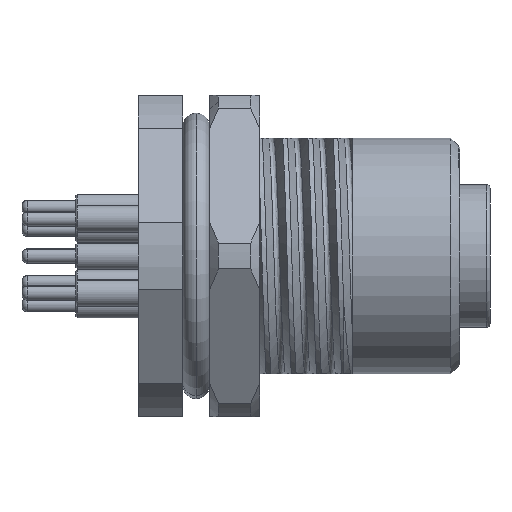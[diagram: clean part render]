
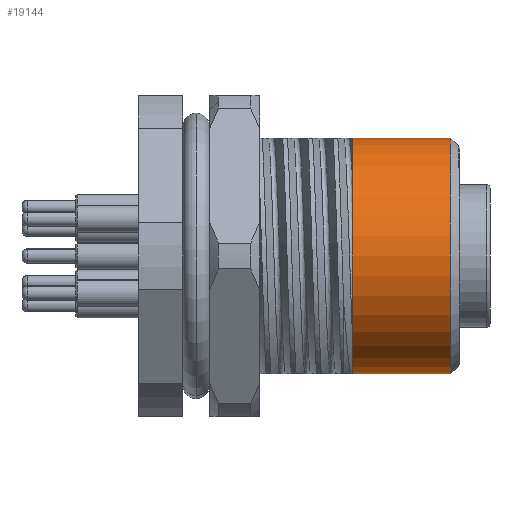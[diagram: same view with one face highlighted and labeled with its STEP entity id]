
A CAD part, front view. The second image highlights one B-rep face of the part: STEP entity #19144.
In plain terms, the highlighted cylindrical face has radius 6.6 mm (diameter 13.2 mm), a partial arc.
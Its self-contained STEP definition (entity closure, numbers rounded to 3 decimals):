
#1643 = CIRCLE ( 'NONE', #3907, 6.6 ) ;
#2685 = ORIENTED_EDGE ( 'NONE', *, *, #17438, .T. ) ;
#2893 = DIRECTION ( 'NONE',  ( -1., 0., 0. ) ) ;
#3201 = CARTESIAN_POINT ( 'NONE',  ( -40.569, 0., 6.6 ) ) ;
#3907 = AXIS2_PLACEMENT_3D ( 'NONE', #10213, #2893, #13311 ) ;
#4087 = VECTOR ( 'NONE', #13458, 1000. ) ;
#6546 = CARTESIAN_POINT ( 'NONE',  ( 5., 0., 6.6 ) ) ;
#6700 = ORIENTED_EDGE ( 'NONE', *, *, #18193, .F. ) ;
#7541 = CARTESIAN_POINT ( 'NONE',  ( -0.5, 0., 6.6 ) ) ;
#8202 = CARTESIAN_POINT ( 'NONE',  ( -40.569, 0., -6.6 ) ) ;
#8271 = DIRECTION ( 'NONE',  ( 0., 0., 1. ) ) ;
#8761 = CARTESIAN_POINT ( 'NONE',  ( -40.569, 0., 0. ) ) ;
#8930 = CIRCLE ( 'NONE', #13508, 6.6 ) ;
#9838 = EDGE_LOOP ( 'NONE', ( #18080, #2685, #19338, #6700 ) ) ;
#10213 = CARTESIAN_POINT ( 'NONE',  ( 5., 0., 0. ) ) ;
#10440 = VERTEX_POINT ( 'NONE', #6546 ) ;
#10563 = FACE_OUTER_BOUND ( 'NONE', #9838, .T. ) ;
#11142 = DIRECTION ( 'NONE',  ( 0., 0., 1. ) ) ;
#11966 = CARTESIAN_POINT ( 'NONE',  ( -0.5, 0., 0. ) ) ;
#13253 = VERTEX_POINT ( 'NONE', #22024 ) ;
#13311 = DIRECTION ( 'NONE',  ( 0., 0., 1. ) ) ;
#13340 = LINE ( 'NONE', #8202, #4087 ) ;
#13458 = DIRECTION ( 'NONE',  ( -1., 0., 0. ) ) ;
#13508 = AXIS2_PLACEMENT_3D ( 'NONE', #11966, #20921, #8271 ) ;
#16431 = CARTESIAN_POINT ( 'NONE',  ( -0.5, 0., -6.6 ) ) ;
#17438 = EDGE_CURVE ( 'NONE', #13253, #10440, #1643, .T. ) ;
#17835 = CYLINDRICAL_SURFACE ( 'NONE', #22312, 6.6 ) ;
#18080 = ORIENTED_EDGE ( 'NONE', *, *, #21039, .F. ) ;
#18193 = EDGE_CURVE ( 'NONE', #21602, #19330, #8930, .T. ) ;
#19144 = ADVANCED_FACE ( 'NONE', ( #10563 ), #17835, .T. ) ;
#19330 = VERTEX_POINT ( 'NONE', #7541 ) ;
#19338 = ORIENTED_EDGE ( 'NONE', *, *, #23559, .T. ) ;
#19830 = DIRECTION ( 'NONE',  ( -1., 0., 0. ) ) ;
#20727 = VECTOR ( 'NONE', #19830, 1000. ) ;
#20921 = DIRECTION ( 'NONE',  ( -1., 0., 0. ) ) ;
#21039 = EDGE_CURVE ( 'NONE', #13253, #21602, #13340, .T. ) ;
#21377 = LINE ( 'NONE', #3201, #20727 ) ;
#21602 = VERTEX_POINT ( 'NONE', #16431 ) ;
#22024 = CARTESIAN_POINT ( 'NONE',  ( 5., 0., -6.6 ) ) ;
#22104 = DIRECTION ( 'NONE',  ( -1., 0., 0. ) ) ;
#22312 = AXIS2_PLACEMENT_3D ( 'NONE', #8761, #22104, #11142 ) ;
#23559 = EDGE_CURVE ( 'NONE', #10440, #19330, #21377, .T. ) ;
